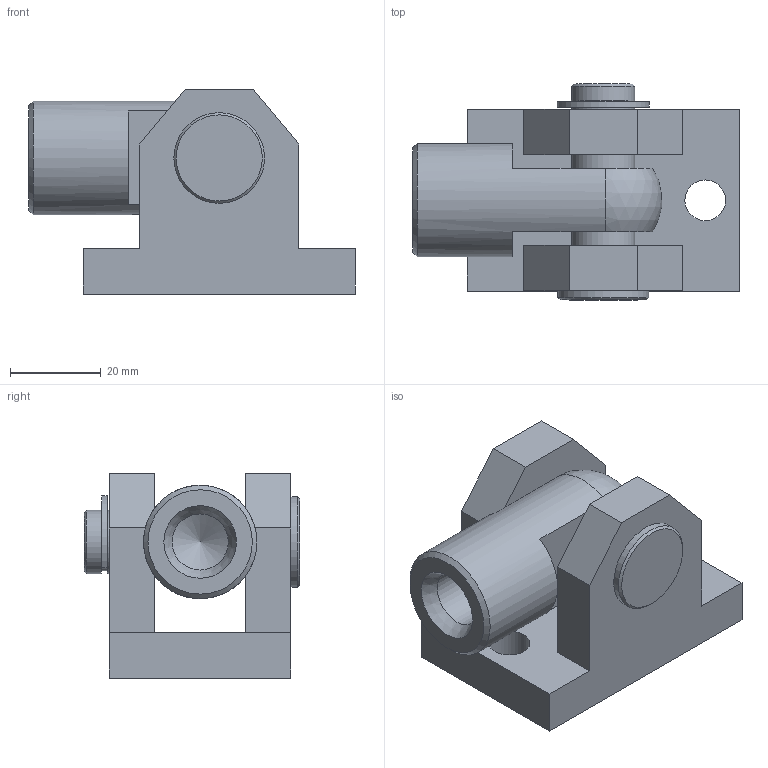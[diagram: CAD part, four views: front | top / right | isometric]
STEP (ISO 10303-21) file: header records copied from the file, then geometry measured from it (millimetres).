
FILE_DESCRIPTION(('FreeCAD Model'),'2;1');
FILE_NAME('AU42-BC05.stp', '2021-08-23T12:42:47',('Author'),(''), 'Open CASCADE STEP processor 7.3','FreeCAD','Unknown');
FILE_SCHEMA(('AUTOMOTIVE_DESIGN { 1 0 10303 214 1 1 1 1 }'));
Length unit declared in the file: millimetre
Products named in the file (4): ENG-003299; RD-00000248-1; RD-00000156-1; RD-00000152-1
Bounding box: 72 x 47.6 x 45 mm (x, y, z)
Volume: 65097.1 mm3; surface area: 21860.6 mm2
Topology: 4 solids, 4 shells, 69 faces, 179 edges, 121 vertices
Faces by surface type: plane 36, cylinder 25, cone 7, sphere 1
Full cylindrical faces by diameter (mm): 9 x2, 12 x1, 12.376 x1, 14 x4, 14.1 x1, 20 x1, 25 x1
Entity records: 5254 total; most frequent: CARTESIAN_POINT 1582, DIRECTION 683, LINE 361, VECTOR 361, ORIENTED_EDGE 356, PCURVE 356, DEFINITIONAL_REPRESENTATION 356, EDGE_CURVE 178
